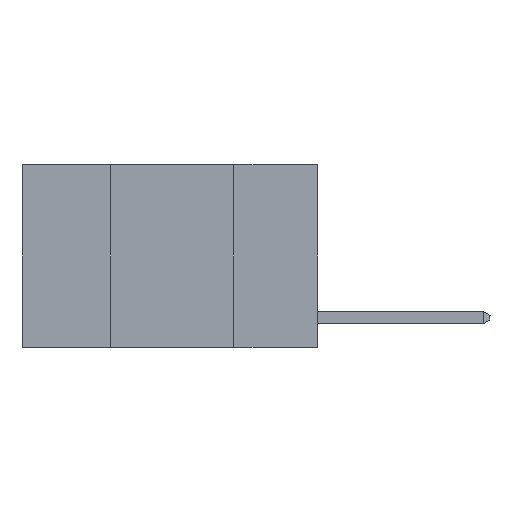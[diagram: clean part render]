
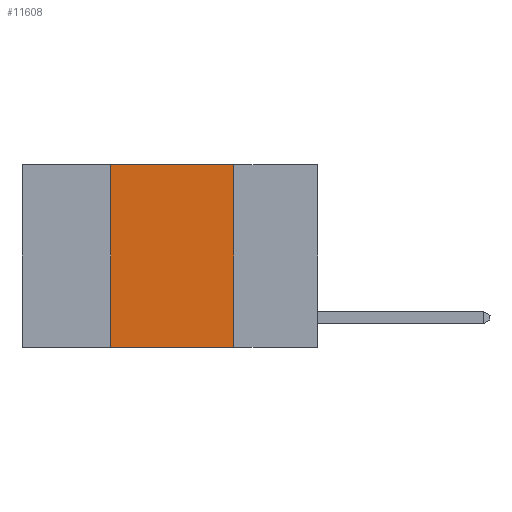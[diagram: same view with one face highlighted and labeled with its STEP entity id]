
A CAD part, left-side view. The second image highlights one B-rep face of the part: STEP entity #11608.
In plain terms, the highlighted planar face has unit normal (-1, 0, 0).
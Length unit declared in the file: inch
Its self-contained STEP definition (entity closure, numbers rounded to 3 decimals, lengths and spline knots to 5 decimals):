
#1275 = DIRECTION ( 'NONE',  ( 0., 0., 1. ) ) ;
#1853 = CARTESIAN_POINT ( 'NONE',  ( 0., 0.17, -0.37 ) ) ;
#2669 = CARTESIAN_POINT ( 'NONE',  ( 0., 0.42, 0. ) ) ;
#2679 = VERTEX_POINT ( 'NONE', #2669 ) ;
#2767 = CARTESIAN_POINT ( 'NONE',  ( 0., 0.17, 0. ) ) ;
#4015 = DIRECTION ( 'NONE',  ( 0., -1., 0. ) ) ;
#4671 = VECTOR ( 'NONE', #21422, 39.37008 ) ;
#4850 = FACE_OUTER_BOUND ( 'NONE', #9488, .T. ) ;
#5533 = ORIENTED_EDGE ( 'NONE', *, *, #14827, .F. ) ;
#6101 = LINE ( 'NONE', #19848, #4671 ) ;
#6347 = CARTESIAN_POINT ( 'NONE',  ( 0., 0.42, 0. ) ) ;
#6549 = EDGE_CURVE ( 'NONE', #7382, #15699, #17867, .T. ) ;
#6558 = ORIENTED_EDGE ( 'NONE', *, *, #15184, .F. ) ;
#7382 = VERTEX_POINT ( 'NONE', #19584 ) ;
#7869 = VECTOR ( 'NONE', #12916, 39.37008 ) ;
#8337 = PLANE ( 'NONE',  #12157 ) ;
#8857 = CARTESIAN_POINT ( 'NONE',  ( 0., 0.6, -0.37 ) ) ;
#9488 = EDGE_LOOP ( 'NONE', ( #21482, #6558, #5533, #20853 ) ) ;
#9916 = DIRECTION ( 'NONE',  ( 1., 0., 0. ) ) ;
#10711 = VECTOR ( 'NONE', #4015, 39.37008 ) ;
#10790 = EDGE_CURVE ( 'NONE', #21022, #15699, #14832, .T. ) ;
#11492 = CARTESIAN_POINT ( 'NONE',  ( 0., 0.6, 0. ) ) ;
#11608 = ADVANCED_FACE ( 'NONE', ( #4850 ), #8337, .F. ) ;
#12157 = AXIS2_PLACEMENT_3D ( 'NONE', #11492, #9916, #21858 ) ;
#12916 = DIRECTION ( 'NONE',  ( 0., 0., -1. ) ) ;
#14827 = EDGE_CURVE ( 'NONE', #7382, #2679, #19759, .T. ) ;
#14832 = LINE ( 'NONE', #2767, #7869 ) ;
#15184 = EDGE_CURVE ( 'NONE', #2679, #21022, #6101, .T. ) ;
#15235 = CARTESIAN_POINT ( 'NONE',  ( 0., 0.17, 0. ) ) ;
#15421 = VECTOR ( 'NONE', #1275, 39.37008 ) ;
#15699 = VERTEX_POINT ( 'NONE', #1853 ) ;
#17867 = LINE ( 'NONE', #8857, #10711 ) ;
#19584 = CARTESIAN_POINT ( 'NONE',  ( 0., 0.42, -0.37 ) ) ;
#19759 = LINE ( 'NONE', #6347, #15421 ) ;
#19848 = CARTESIAN_POINT ( 'NONE',  ( 0., 0.6, 0. ) ) ;
#20853 = ORIENTED_EDGE ( 'NONE', *, *, #6549, .T. ) ;
#21022 = VERTEX_POINT ( 'NONE', #15235 ) ;
#21422 = DIRECTION ( 'NONE',  ( 0., -1., 0. ) ) ;
#21482 = ORIENTED_EDGE ( 'NONE', *, *, #10790, .F. ) ;
#21858 = DIRECTION ( 'NONE',  ( 0., 0., -1. ) ) ;
